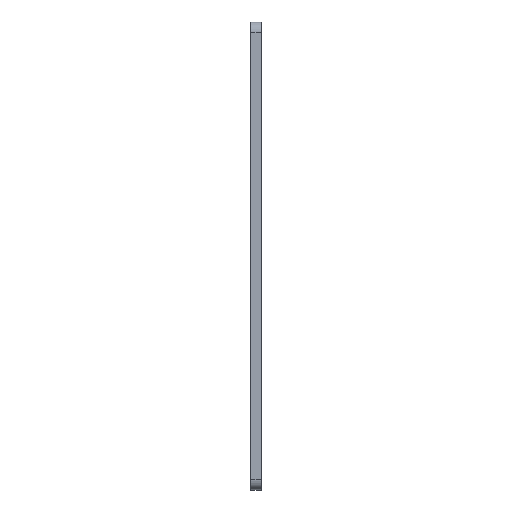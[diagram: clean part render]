
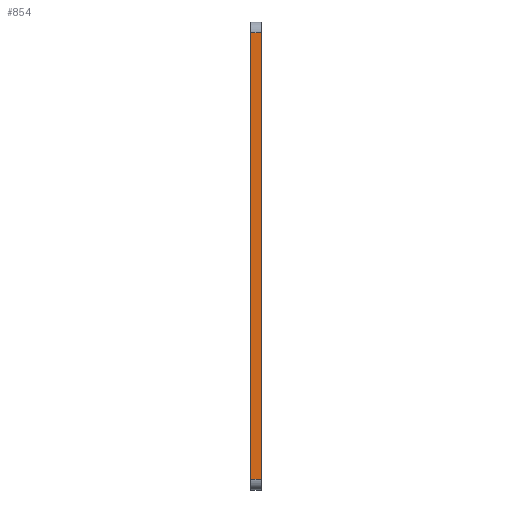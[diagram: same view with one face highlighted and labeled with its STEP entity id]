
A CAD part, left-side view. The second image highlights one B-rep face of the part: STEP entity #854.
In plain terms, the highlighted planar face has unit normal (-1, 0, 0).
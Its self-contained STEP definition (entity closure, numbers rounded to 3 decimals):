
#5 = PLANE ( 'NONE',  #214 ) ;
#16 = ORIENTED_EDGE ( 'NONE', *, *, #303, .T. ) ;
#19 = CARTESIAN_POINT ( 'NONE',  ( -43., 3., 107.5 ) ) ;
#29 = DIRECTION ( 'NONE',  ( 0., 0., 1. ) ) ;
#50 = ORIENTED_EDGE ( 'NONE', *, *, #253, .F. ) ;
#77 = VERTEX_POINT ( 'NONE', #187 ) ;
#80 = VECTOR ( 'NONE', #29, 1000. ) ;
#151 = CARTESIAN_POINT ( 'NONE',  ( -43., 0., -17.5 ) ) ;
#187 = CARTESIAN_POINT ( 'NONE',  ( -43., 3., -17.5 ) ) ;
#204 = CARTESIAN_POINT ( 'NONE',  ( -43., 3., -20.5 ) ) ;
#205 = VERTEX_POINT ( 'NONE', #366 ) ;
#214 = AXIS2_PLACEMENT_3D ( 'NONE', #508, #294, #299 ) ;
#253 = EDGE_CURVE ( 'NONE', #77, #701, #700, .T. ) ;
#290 = DIRECTION ( 'NONE',  ( 0., -1., 0. ) ) ;
#294 = DIRECTION ( 'NONE',  ( -1., 0., 0. ) ) ;
#299 = DIRECTION ( 'NONE',  ( 0., 0., 1. ) ) ;
#303 = EDGE_CURVE ( 'NONE', #205, #684, #594, .T. ) ;
#345 = LINE ( 'NONE', #495, #716 ) ;
#346 = EDGE_LOOP ( 'NONE', ( #16, #842, #50, #771 ) ) ;
#358 = LINE ( 'NONE', #151, #618 ) ;
#366 = CARTESIAN_POINT ( 'NONE',  ( -43., 0., -17.5 ) ) ;
#383 = CARTESIAN_POINT ( 'NONE',  ( -43., 0., -20.5 ) ) ;
#446 = EDGE_CURVE ( 'NONE', #684, #701, #345, .T. ) ;
#495 = CARTESIAN_POINT ( 'NONE',  ( -43., 0., 107.5 ) ) ;
#508 = CARTESIAN_POINT ( 'NONE',  ( -43., 0., -20.5 ) ) ;
#522 = DIRECTION ( 'NONE',  ( 0., 0., 1. ) ) ;
#527 = CARTESIAN_POINT ( 'NONE',  ( -43., 0., 107.5 ) ) ;
#564 = DIRECTION ( 'NONE',  ( 0., 1., 0. ) ) ;
#594 = LINE ( 'NONE', #383, #80 ) ;
#618 = VECTOR ( 'NONE', #290, 1000. ) ;
#654 = FACE_OUTER_BOUND ( 'NONE', #346, .T. ) ;
#684 = VERTEX_POINT ( 'NONE', #527 ) ;
#700 = LINE ( 'NONE', #204, #714 ) ;
#701 = VERTEX_POINT ( 'NONE', #19 ) ;
#714 = VECTOR ( 'NONE', #522, 1000. ) ;
#716 = VECTOR ( 'NONE', #564, 1000. ) ;
#771 = ORIENTED_EDGE ( 'NONE', *, *, #848, .T. ) ;
#842 = ORIENTED_EDGE ( 'NONE', *, *, #446, .T. ) ;
#848 = EDGE_CURVE ( 'NONE', #77, #205, #358, .T. ) ;
#854 = ADVANCED_FACE ( 'NONE', ( #654 ), #5, .T. ) ;
